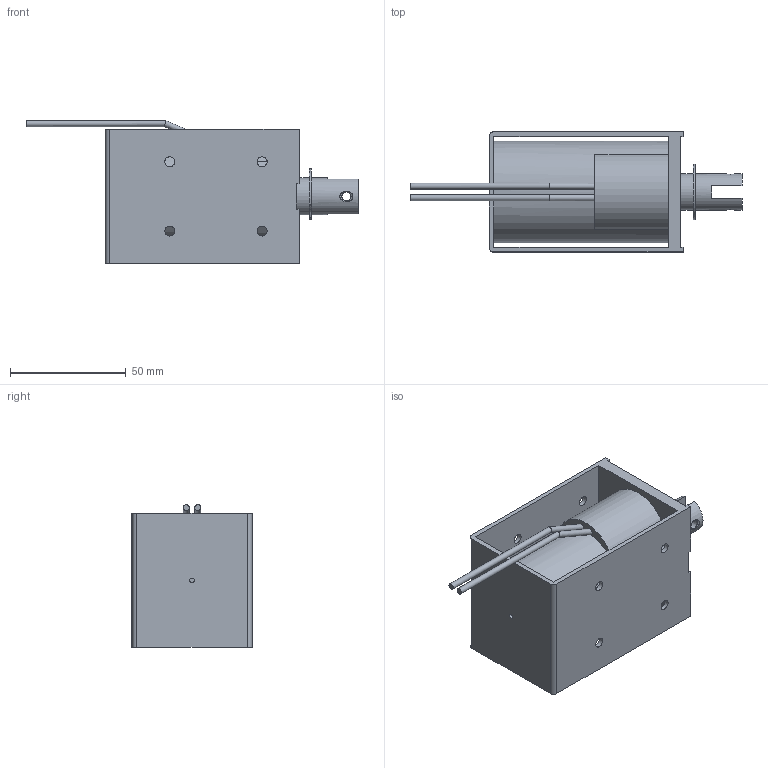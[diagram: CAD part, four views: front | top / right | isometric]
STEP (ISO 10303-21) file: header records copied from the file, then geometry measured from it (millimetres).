
FILE_DESCRIPTION(/* description */ ('Unknown'),/* implementation_level */ '2;1');
FILE_NAME(/* name */ 'F1683L',/* time_stamp */ '2018-06-26T10:05:00+02:00',/* author */ ('Unknown'),/* organization */ ('Unknown'),/* preprocessor_version */ 'ST-DEVELOPER v16.7',/* originating_system */ 'DEX',/* authorisation */ $);
FILE_SCHEMA (('AUTOMOTIVE_DESIGN {1 0 10303 214 3 1 1}'));
Length unit declared in the file: millimetre
Products named in the file (4): F1683L; F1683L-1; F1683L-2; F1683L-3
Assembly tree (3 placements, depth 2):
  F1683L
    F1683L-1
    F1683L-2
    F1683L-3
Bounding box: 143.7 x 52 x 61.8 mm (x, y, z)
Volume: 161269.8 mm3; surface area: 49538.4 mm2
Topology: 3 solids, 3 shells, 85 faces, 232 edges, 158 vertices
Faces by surface type: plane 46, cylinder 35, cone 4
Full cylindrical faces by diameter (mm): 2 x1, 2.6 x4, 4 x2, 4.3 x8, 14 x1, 16 x3, 44 x1
Entity records: 2639 total; most frequent: CARTESIAN_POINT 459, DIRECTION 446, ORIENTED_EDGE 380, EDGE_CURVE 190, AXIS2_PLACEMENT_3D 171, EDGE_LOOP 144, FACE_BOUND 144, VERTEX_POINT 140
